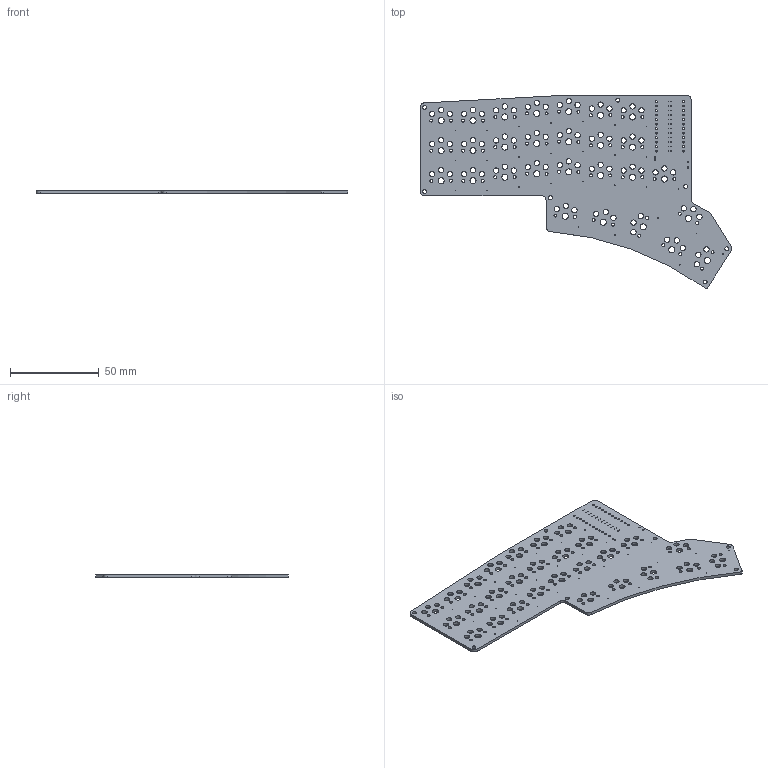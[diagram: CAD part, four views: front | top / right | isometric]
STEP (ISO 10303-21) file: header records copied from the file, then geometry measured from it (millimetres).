
FILE_DESCRIPTION(('KiCad electronic assembly'),'2;1');
FILE_NAME('flutter_v2_wren.step','2022-09-30T19:26:36',('Pcbnew'),( 'Kicad'),'Open CASCADE STEP processor 7.5','KiCad to STEP converter' ,'Unknown');
FILE_SCHEMA(('AUTOMOTIVE_DESIGN { 1 0 10303 214 1 1 1 1 }'));
Length unit declared in the file: millimetre
Products named in the file (2): flutter_v2_wren 1; flutter_v2_wren PCB
Assembly tree (1 placements, depth 2):
  flutter_v2_wren 1
    flutter_v2_wren PCB
Bounding box: 175.86 x 108.65 x 1.6 mm (x, y, z)
Volume: 16917.8 mm3; surface area: 24510.3 mm2
Topology: 1 solids, 1 shells, 275 faces, 819 edges, 546 vertices
Faces by surface type: cylinder 264, plane 11
Full cylindrical faces by diameter (mm): 0.3 x28, 0.4 x24, 0.7 x2, 0.9 x2, 1.1 x24, 1.702 x56, 2.2 x7, 3 x84, 3.429 x28
Entity records: 21275 total; most frequent: DIRECTION 3539, CARTESIAN_POINT 3280, ORIENTED_EDGE 1638, PCURVE 1638, DEFINITIONAL_REPRESENTATION 1638, LINE 1401, VECTOR 1401, CIRCLE 1056
